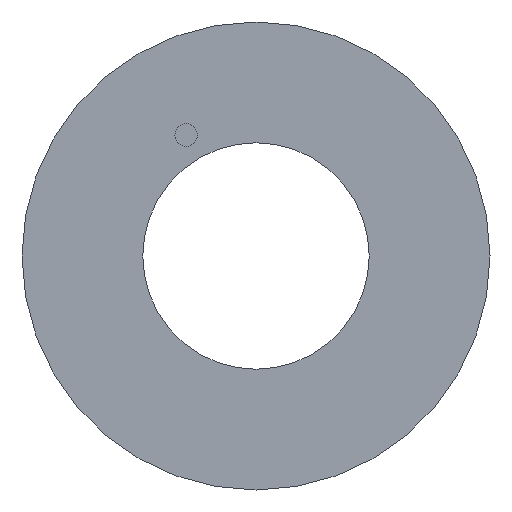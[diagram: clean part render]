
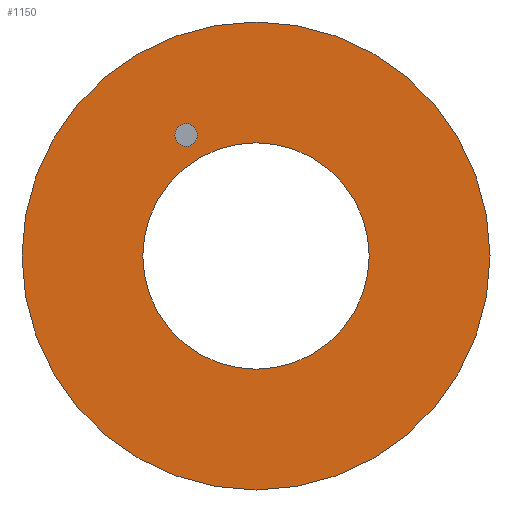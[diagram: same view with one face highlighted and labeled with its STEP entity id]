
A CAD part, front view. The second image highlights one B-rep face of the part: STEP entity #1150.
In plain terms, the highlighted planar face has unit normal (0, -1, 0).
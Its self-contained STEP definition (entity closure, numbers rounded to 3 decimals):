
#120=CARTESIAN_POINT('',(-166.188,-24.3,-60.153));
#130=VERTEX_POINT('',#120);
#290=CARTESIAN_POINT('',(-135.188,-24.3,-113.847));
#300=VERTEX_POINT('',#290);
#330=CARTESIAN_POINT('',(-150.688,-24.3,-87.));
#340=DIRECTION('',(0.,-1.,0.));
#350=DIRECTION('',(0.5,0.,-0.866));
#360=AXIS2_PLACEMENT_3D('',#330,#340,#350);
#370=CIRCLE('',#360,31.);
#380=EDGE_CURVE('',#300,#130,#370,.T.);
#540=CARTESIAN_POINT('',(-159.188,-24.3,-72.278));
#550=VERTEX_POINT('',#540);
#710=CARTESIAN_POINT('',(-160.688,-24.3,-69.679));
#720=VERTEX_POINT('',#710);
#750=CARTESIAN_POINT('',(-159.938,-24.3,-70.979));
#760=DIRECTION('',(0.,1.,0.));
#770=DIRECTION('',(0.5,0.,-0.866));
#780=AXIS2_PLACEMENT_3D('',#750,#760,#770);
#790=CIRCLE('',#780,1.5);
#800=EDGE_CURVE('',#720,#550,#790,.T.);
#850=CARTESIAN_POINT('',(0.,-24.3,0.));
#860=DIRECTION('',(0.,-1.,0.));
#870=DIRECTION('',(0.5,0.,-0.866));
#880=AXIS2_PLACEMENT_3D('',#850,#860,#870);
#890=PLANE('',#880);
#900=EDGE_CURVE('',#130,#300,#370,.T.);
#910=ORIENTED_EDGE('',*,*,#900,.T.);
#920=ORIENTED_EDGE('',*,*,#380,.T.);
#930=EDGE_LOOP('',(#920,#910));
#940=FACE_OUTER_BOUND('',#930,.T.);
#950=CARTESIAN_POINT('',(-150.688,-24.3,-87.));
#960=DIRECTION('',(0.,1.,0.));
#970=DIRECTION('',(0.5,0.,-0.866));
#980=AXIS2_PLACEMENT_3D('',#950,#960,#970);
#990=CIRCLE('',#980,15.);
#1000=CARTESIAN_POINT('',(-158.188,-24.3,-74.01));
#1010=VERTEX_POINT('',#1000);
#1020=CARTESIAN_POINT('',(-143.188,-24.3,-99.99));
#1030=VERTEX_POINT('',#1020);
#1040=EDGE_CURVE('',#1010,#1030,#990,.T.);
#1050=ORIENTED_EDGE('',*,*,#1040,.T.);
#1060=EDGE_CURVE('',#1030,#1010,#990,.T.);
#1070=ORIENTED_EDGE('',*,*,#1060,.T.);
#1080=EDGE_LOOP('',(#1070,#1050));
#1090=FACE_BOUND('',#1080,.T.);
#1100=EDGE_CURVE('',#550,#720,#790,.T.);
#1110=ORIENTED_EDGE('',*,*,#1100,.T.);
#1120=ORIENTED_EDGE('',*,*,#800,.T.);
#1130=EDGE_LOOP('',(#1120,#1110));
#1140=FACE_BOUND('',#1130,.T.);
#1150=ADVANCED_FACE('',(#940,#1090,#1140),#890,.T.);
